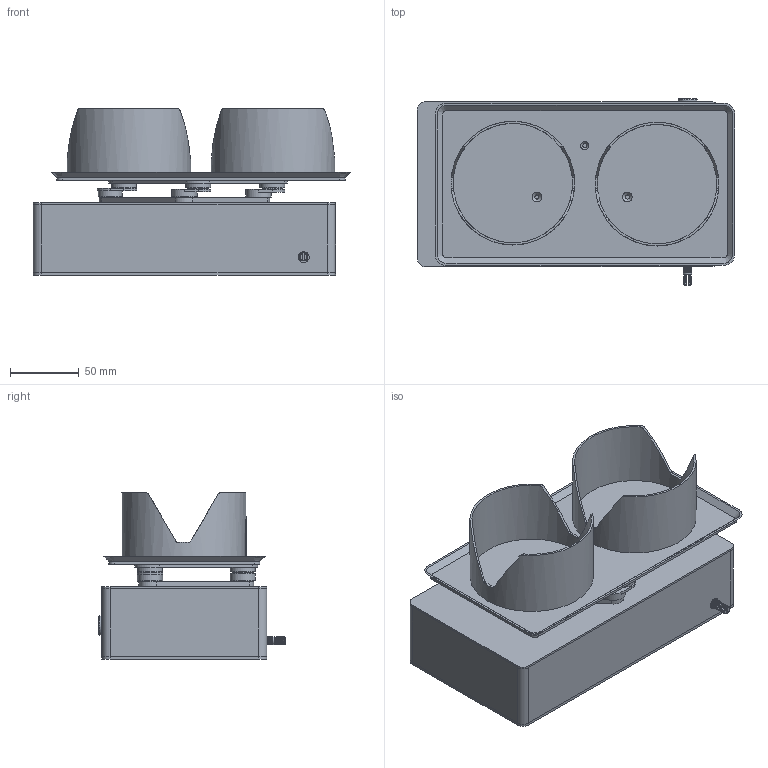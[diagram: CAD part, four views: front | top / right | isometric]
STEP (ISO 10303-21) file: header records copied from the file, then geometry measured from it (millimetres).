
FILE_DESCRIPTION(/* description */ (''),/* implementation_level */ '2;1');
FILE_NAME(/* name */ 'Shaker.step',/* time_stamp */ '2025-08-23T18:40:24+01:00',/* author */ (''),/* organization */ (''),/* preprocessor_version */ 'ST-DEVELOPER v20.1',/* originating_system */ 'Autodesk Translation Framework v14.10.0.0',/* authorisation */ '');
FILE_SCHEMA (('AUTOMOTIVE_DESIGN { 1 0 10303 214 3 1 1 }'));
Length unit declared in the file: millimetre
Products named in the file (21): 2025-08-13-20-01-31-293; 2025-08-13-20-01-44-864; 2025-08-13-20-01-44-874; 2025-08-13-20-01-44-880; 2025-08-13-20-01-44-878; 2025-08-16-16-23-14-977; 2025-08-16-16-42-27-747; 2025-08-16-17-50-46-633; 2025-08-08-00-29-25-679; 2025-08-16-17-38-59-502; 2025-08-08-00-28-59-965; 2025-08-08-00-29-07-394; 2025-08-08-00-29-13-260; 2025-08-08-00-29-19-541; 2025-08-16-18-42-03-749; 2025-08-16-18-57-49-263; 2025-08-16-19-24-13-774; 2025-08-21-11-11-55-393; 2025-08-21-10-57-20-718; 2025-08-07-19-44-48-752; 2025-08-21-11-00-28-298
Assembly tree (21 placements, depth 3):
  2025-08-13-20-01-31-293
    2025-08-13-20-01-44-864
      2025-08-13-20-01-44-874
      2025-08-13-20-01-44-880
      2025-08-13-20-01-44-878
    2025-08-16-16-23-14-977
      2025-08-16-16-42-27-747
      2025-08-16-17-38-59-502  x2
      2025-08-16-17-50-46-633
      2025-08-08-00-29-25-679
      2025-08-08-00-28-59-965
      2025-08-08-00-29-07-394
      2025-08-08-00-29-13-260
      2025-08-08-00-29-19-541
      2025-08-16-18-42-03-749
    2025-08-16-18-57-49-263
    2025-08-16-19-24-13-774
    2025-08-21-11-11-55-393
      2025-08-21-10-57-20-718
      2025-08-07-19-44-48-752
      2025-08-21-11-00-28-298
Bounding box: 231.04 x 135.57 x 120.9 mm (x, y, z)
Volume: 404721.8 mm3; surface area: 365472 mm2
Topology: 31 solids, 31 shells, 993 faces, 2407 edges, 1574 vertices
Faces by surface type: plane 470, cylinder 280, bspline 200, cone 39, torus 4
Full cylindrical faces by diameter (mm): 1.54 x6, 2 x1, 2.1 x1, 3 x16, 4 x12, 5.405 x3, 5.9 x1, 6 x8, 6.274 x3, 7 x4, 8 x9, 9.9 x3, 10 x8, 10.8 x10, 11.2 x1, 11.9 x4, 12 x3, 12.5 x2, 13 x2, 14 x1, 14.2 x10, 15 x5, 15.2 x3, 15.4 x2, 16 x1, 17.3 x1, 18.2 x3, 18.4 x2, 31 x1, 87 x2
Entity records: 36575 total; most frequent: CARTESIAN_POINT 13878, ORIENTED_EDGE 4768, DIRECTION 4064, EDGE_CURVE 2384, VERTEX_POINT 1559, AXIS2_PLACEMENT_3D 1408, LINE 1248, VECTOR 1248
